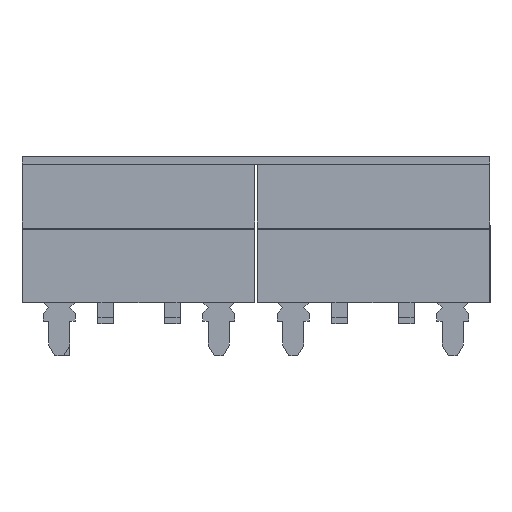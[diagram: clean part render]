
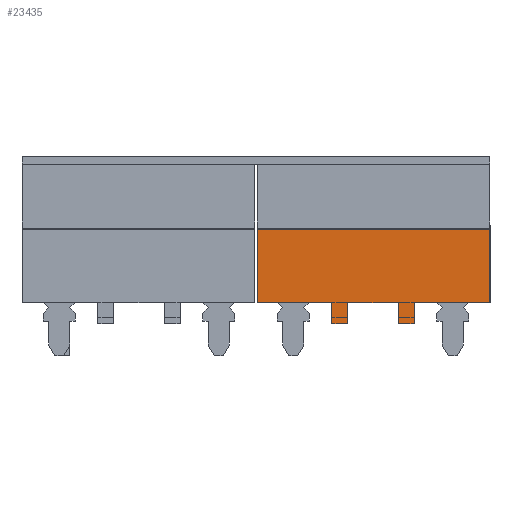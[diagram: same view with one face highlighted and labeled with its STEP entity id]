
A CAD part, left-side view. The second image highlights one B-rep face of the part: STEP entity #23435.
In plain terms, the highlighted planar face has unit normal (-1, 0, 0).
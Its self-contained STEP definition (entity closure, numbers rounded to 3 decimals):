
#362 = DIRECTION ( 'NONE',  ( 0., 1., 0. ) ) ;
#1357 = CARTESIAN_POINT ( 'NONE',  ( -222., -7.75, -26. ) ) ;
#1562 = DIRECTION ( 'NONE',  ( 1., 0., 0. ) ) ;
#2436 = DIRECTION ( 'NONE',  ( 0., 1., 0. ) ) ;
#2529 = CARTESIAN_POINT ( 'NONE',  ( -222., 21.75, -26. ) ) ;
#2674 = VECTOR ( 'NONE', #20479, 1000. ) ;
#3205 = EDGE_CURVE ( 'NONE', #36283, #18342, #27588, .T. ) ;
#3227 = ORIENTED_EDGE ( 'NONE', *, *, #15947, .F. ) ;
#3397 = VERTEX_POINT ( 'NONE', #17829 ) ;
#3618 = EDGE_CURVE ( 'NONE', #13969, #39826, #7568, .T. ) ;
#4012 = ORIENTED_EDGE ( 'NONE', *, *, #25034, .T. ) ;
#4144 = VERTEX_POINT ( 'NONE', #16362 ) ;
#4303 = CARTESIAN_POINT ( 'NONE',  ( -222., 7.75, -30. ) ) ;
#4920 = DIRECTION ( 'NONE',  ( 0., 1., 0. ) ) ;
#5656 = CARTESIAN_POINT ( 'NONE',  ( -222., -4.75, -30. ) ) ;
#6134 = CARTESIAN_POINT ( 'NONE',  ( -222., -7.75, -30. ) ) ;
#6221 = CARTESIAN_POINT ( 'NONE',  ( -222., 21.75, -26. ) ) ;
#6565 = VECTOR ( 'NONE', #362, 1000. ) ;
#7515 = DIRECTION ( 'NONE',  ( 0., 0., 1. ) ) ;
#7568 = LINE ( 'NONE', #31173, #6565 ) ;
#7756 = PLANE ( 'NONE',  #13481 ) ;
#8431 = ORIENTED_EDGE ( 'NONE', *, *, #3205, .F. ) ;
#8525 = ORIENTED_EDGE ( 'NONE', *, *, #3618, .F. ) ;
#9077 = VECTOR ( 'NONE', #24094, 1000. ) ;
#9754 = LINE ( 'NONE', #18607, #17074 ) ;
#9825 = ORIENTED_EDGE ( 'NONE', *, *, #32321, .T. ) ;
#10583 = DIRECTION ( 'NONE',  ( 0., 1., 0. ) ) ;
#10848 = VECTOR ( 'NONE', #10583, 1000. ) ;
#11733 = EDGE_CURVE ( 'NONE', #12548, #26763, #19721, .T. ) ;
#12548 = VERTEX_POINT ( 'NONE', #14992 ) ;
#12836 = ORIENTED_EDGE ( 'NONE', *, *, #33732, .F. ) ;
#13092 = DIRECTION ( 'NONE',  ( 0., 0., 1. ) ) ;
#13481 = AXIS2_PLACEMENT_3D ( 'NONE', #20278, #1562, #23378 ) ;
#13969 = VERTEX_POINT ( 'NONE', #6134 ) ;
#14671 = EDGE_CURVE ( 'NONE', #18114, #28771, #19108, .T. ) ;
#14992 = CARTESIAN_POINT ( 'NONE',  ( -222., -22., -26. ) ) ;
#15644 = ORIENTED_EDGE ( 'NONE', *, *, #22209, .T. ) ;
#15947 = EDGE_CURVE ( 'NONE', #28771, #24065, #33233, .T. ) ;
#16243 = FACE_OUTER_BOUND ( 'NONE', #30316, .T. ) ;
#16362 = CARTESIAN_POINT ( 'NONE',  ( -222., 4.75, -26. ) ) ;
#17074 = VECTOR ( 'NONE', #18475, 1000. ) ;
#17126 = CARTESIAN_POINT ( 'NONE',  ( -222., 4.75, -30. ) ) ;
#17353 = LINE ( 'NONE', #33388, #9077 ) ;
#17829 = CARTESIAN_POINT ( 'NONE',  ( -222., -4.75, -26. ) ) ;
#17991 = ORIENTED_EDGE ( 'NONE', *, *, #11733, .F. ) ;
#18041 = DIRECTION ( 'NONE',  ( 0., 1., 0. ) ) ;
#18114 = VERTEX_POINT ( 'NONE', #17126 ) ;
#18342 = VERTEX_POINT ( 'NONE', #18862 ) ;
#18475 = DIRECTION ( 'NONE',  ( 0., 0., 1. ) ) ;
#18607 = CARTESIAN_POINT ( 'NONE',  ( -222., -7.75, -30. ) ) ;
#18862 = CARTESIAN_POINT ( 'NONE',  ( -222., 21.75, -12.2 ) ) ;
#19108 = LINE ( 'NONE', #4303, #10848 ) ;
#19296 = VECTOR ( 'NONE', #4920, 1000. ) ;
#19721 = LINE ( 'NONE', #33744, #36337 ) ;
#20083 = LINE ( 'NONE', #21159, #29348 ) ;
#20100 = VECTOR ( 'NONE', #35975, 1000. ) ;
#20278 = CARTESIAN_POINT ( 'NONE',  ( -222., 22., -26. ) ) ;
#20479 = DIRECTION ( 'NONE',  ( 0., 0., 1. ) ) ;
#21159 = CARTESIAN_POINT ( 'NONE',  ( -222., 22., -26. ) ) ;
#22209 = EDGE_CURVE ( 'NONE', #34246, #18342, #17353, .T. ) ;
#22895 = EDGE_CURVE ( 'NONE', #39826, #3397, #23135, .T. ) ;
#22947 = VECTOR ( 'NONE', #7515, 1000. ) ;
#22995 = CARTESIAN_POINT ( 'NONE',  ( -222., 7.75, -30. ) ) ;
#23135 = LINE ( 'NONE', #5656, #38783 ) ;
#23378 = DIRECTION ( 'NONE',  ( 0., 0., -1. ) ) ;
#23435 = ADVANCED_FACE ( 'NONE', ( #16243 ), #7756, .F. ) ;
#23497 = CARTESIAN_POINT ( 'NONE',  ( -222., 4.75, -30. ) ) ;
#23594 = CARTESIAN_POINT ( 'NONE',  ( -222., 22., -26. ) ) ;
#24065 = VERTEX_POINT ( 'NONE', #35785 ) ;
#24094 = DIRECTION ( 'NONE',  ( 0., 1., 0. ) ) ;
#25034 = EDGE_CURVE ( 'NONE', #13969, #26763, #9754, .T. ) ;
#26144 = ORIENTED_EDGE ( 'NONE', *, *, #14671, .F. ) ;
#26763 = VERTEX_POINT ( 'NONE', #1357 ) ;
#27467 = EDGE_CURVE ( 'NONE', #18114, #4144, #36712, .T. ) ;
#27588 = LINE ( 'NONE', #2529, #2674 ) ;
#28639 = CARTESIAN_POINT ( 'NONE',  ( -222., -4.75, -30. ) ) ;
#28771 = VERTEX_POINT ( 'NONE', #39957 ) ;
#29348 = VECTOR ( 'NONE', #2436, 1000. ) ;
#29639 = LINE ( 'NONE', #31618, #36011 ) ;
#30027 = ORIENTED_EDGE ( 'NONE', *, *, #27467, .T. ) ;
#30316 = EDGE_LOOP ( 'NONE', ( #15644, #8431, #12836, #3227, #26144, #30027, #36516, #38907, #8525, #4012, #17991, #9825 ) ) ;
#31173 = CARTESIAN_POINT ( 'NONE',  ( -222., -7.75, -30. ) ) ;
#31618 = CARTESIAN_POINT ( 'NONE',  ( -222., -22., -26. ) ) ;
#32321 = EDGE_CURVE ( 'NONE', #12548, #34246, #29639, .T. ) ;
#32452 = CARTESIAN_POINT ( 'NONE',  ( -222., -22., -12.2 ) ) ;
#33233 = LINE ( 'NONE', #22995, #22947 ) ;
#33388 = CARTESIAN_POINT ( 'NONE',  ( -222., 22., -12.2 ) ) ;
#33732 = EDGE_CURVE ( 'NONE', #24065, #36283, #34950, .T. ) ;
#33744 = CARTESIAN_POINT ( 'NONE',  ( -222., 22., -26. ) ) ;
#34246 = VERTEX_POINT ( 'NONE', #32452 ) ;
#34950 = LINE ( 'NONE', #23594, #19296 ) ;
#35785 = CARTESIAN_POINT ( 'NONE',  ( -222., 7.75, -26. ) ) ;
#35975 = DIRECTION ( 'NONE',  ( 0., 0., 1. ) ) ;
#36011 = VECTOR ( 'NONE', #13092, 1000. ) ;
#36283 = VERTEX_POINT ( 'NONE', #6221 ) ;
#36337 = VECTOR ( 'NONE', #18041, 1000. ) ;
#36516 = ORIENTED_EDGE ( 'NONE', *, *, #37236, .F. ) ;
#36712 = LINE ( 'NONE', #23497, #20100 ) ;
#37236 = EDGE_CURVE ( 'NONE', #3397, #4144, #20083, .T. ) ;
#38783 = VECTOR ( 'NONE', #39900, 1000. ) ;
#38907 = ORIENTED_EDGE ( 'NONE', *, *, #22895, .F. ) ;
#39826 = VERTEX_POINT ( 'NONE', #28639 ) ;
#39900 = DIRECTION ( 'NONE',  ( 0., 0., 1. ) ) ;
#39957 = CARTESIAN_POINT ( 'NONE',  ( -222., 7.75, -30. ) ) ;
